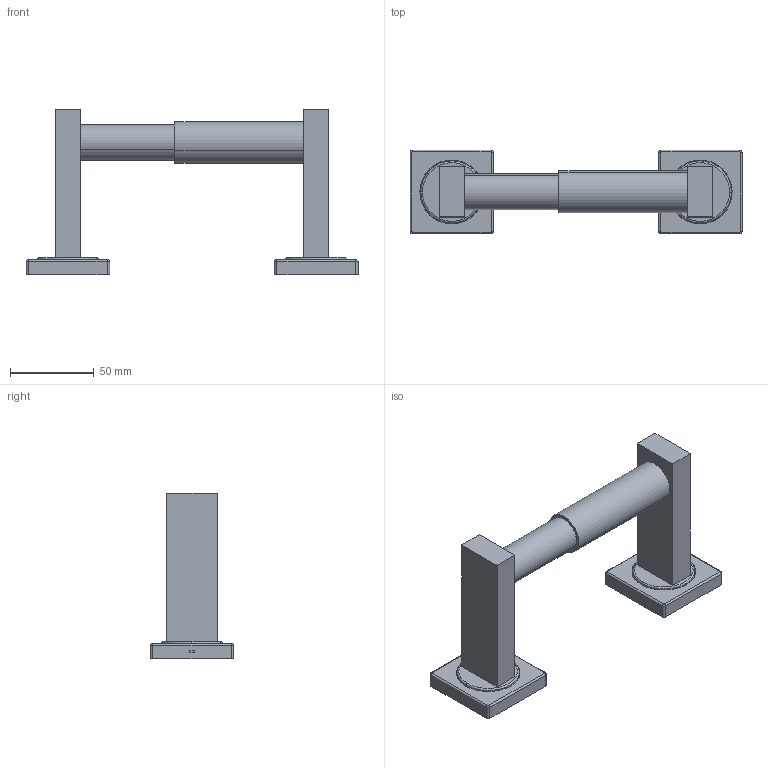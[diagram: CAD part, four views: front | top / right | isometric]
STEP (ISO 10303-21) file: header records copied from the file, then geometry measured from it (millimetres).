
FILE_DESCRIPTION (( 'STEP AP203' ), '1' );
FILE_NAME ('301-160923-E2.STEP', '2023-07-12T06:51:23', ( '' ), ( '' ), 'SwSTEP 2.0', 'SolidWorks 2012', '' );
FILE_SCHEMA (( 'CONFIG_CONTROL_DESIGN' ));
Length unit declared in the file: millimetre
Products named in the file (8): ax22-200-1; 錨璃2; 301-160923-E2; 302-160923-E2-5; td-2322a-6 E2; 錨璃1; 302-160923-E2-4-22; 302-160923-E2-4
Assembly tree (10 placements, depth 3):
  301-160923-E2
    302-160923-E2-4-22  x2
      302-160923-E2-4
    302-160923-E2-5  x2
    td-2322a-6 E2
    錨璃1
    錨璃2
    ax22-200-1  x2
Bounding box: 198.6 x 50 x 99.1 mm (x, y, z)
Volume: 89463.6 mm3; surface area: 71347.8 mm2
Topology: 9 solids, 9 shells, 369 faces, 944 edges, 614 vertices
Faces by surface type: cylinder 120, plane 111, bspline 82, cone 56
Entity records: 8536 total; most frequent: CARTESIAN_POINT 2721, ORIENTED_EDGE 1036, DIRECTION 1028, EDGE_CURVE 518, AXIS2_PLACEMENT_3D 401, VERTEX_POINT 338, EDGE_LOOP 240, LINE 226
